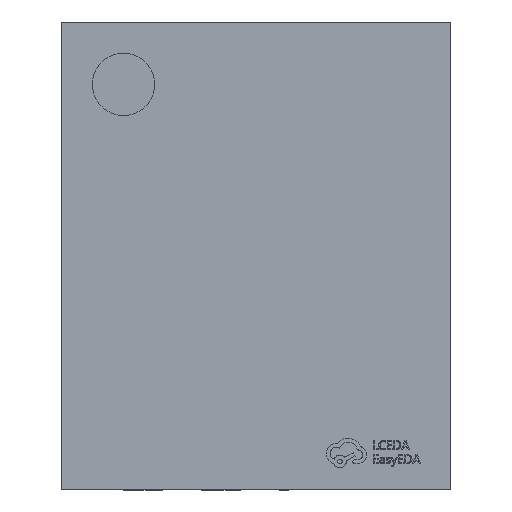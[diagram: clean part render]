
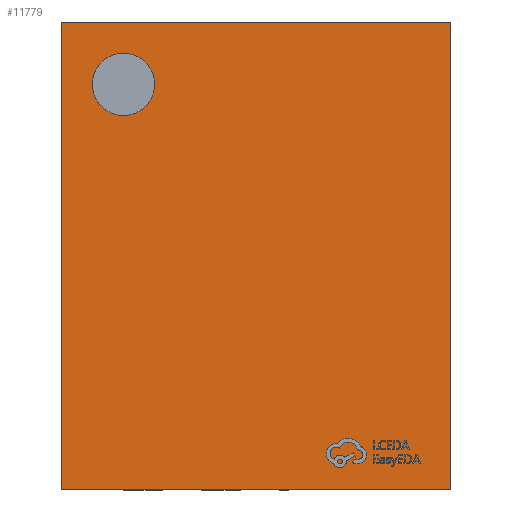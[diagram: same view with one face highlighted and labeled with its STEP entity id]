
A CAD part, top view. The second image highlights one B-rep face of the part: STEP entity #11779.
In plain terms, the highlighted planar face has unit normal (0, 0, 1).
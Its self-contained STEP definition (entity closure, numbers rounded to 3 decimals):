
#587 = VERTEX_POINT ( 'NONE', #1684 ) ;
#1684 = CARTESIAN_POINT ( 'NONE',  ( -1.05, 1.1, 0.9 ) ) ;
#2203 = DIRECTION ( 'NONE',  ( 1., 0., 0. ) ) ;
#2338 = DIRECTION ( 'NONE',  ( 0., 0., 1. ) ) ;
#2919 = EDGE_CURVE ( 'NONE', #4952, #5827, #10348, .T. ) ;
#3577 = EDGE_CURVE ( 'NONE', #5827, #11677, #25841, .T. ) ;
#3802 = EDGE_CURVE ( 'NONE', #11677, #25599, #10645, .T. ) ;
#4928 = ORIENTED_EDGE ( 'NONE', *, *, #2919, .T. ) ;
#4952 = VERTEX_POINT ( 'NONE', #21047 ) ;
#5827 = VERTEX_POINT ( 'NONE', #12727 ) ;
#5964 = AXIS2_PLACEMENT_3D ( 'NONE', #12469, #17120, #27812 ) ;
#6462 = CARTESIAN_POINT ( 'NONE',  ( -1.25, 1.5, 0.9 ) ) ;
#6627 = EDGE_CURVE ( 'NONE', #12184, #587, #13159, .T. ) ;
#7372 = LINE ( 'NONE', #24926, #24630 ) ;
#9074 = VECTOR ( 'NONE', #23098, 1000. ) ;
#10266 = DIRECTION ( 'NONE',  ( 0., -1., 0. ) ) ;
#10348 = LINE ( 'NONE', #23523, #9074 ) ;
#10645 = LINE ( 'NONE', #25811, #26345 ) ;
#10728 = EDGE_CURVE ( 'NONE', #25599, #4952, #7372, .T. ) ;
#11677 = VERTEX_POINT ( 'NONE', #17951 ) ;
#11726 = ORIENTED_EDGE ( 'NONE', *, *, #6627, .F. ) ;
#11779 = ADVANCED_FACE ( 'NONE', ( #16932, #13247 ), #26132, .T. ) ;
#12184 = VERTEX_POINT ( 'NONE', #25690 ) ;
#12469 = CARTESIAN_POINT ( 'NONE',  ( -0.85, 1.1, 0.9 ) ) ;
#12576 = ORIENTED_EDGE ( 'NONE', *, *, #3802, .T. ) ;
#12727 = CARTESIAN_POINT ( 'NONE',  ( -1.25, 1.5, 0.9 ) ) ;
#13159 = CIRCLE ( 'NONE', #5964, 0.2 ) ;
#13247 = FACE_OUTER_BOUND ( 'NONE', #22081, .T. ) ;
#13290 = EDGE_LOOP ( 'NONE', ( #11726, #21520 ) ) ;
#13458 = ORIENTED_EDGE ( 'NONE', *, *, #3577, .T. ) ;
#14159 = DIRECTION ( 'NONE',  ( 0., 1., 0. ) ) ;
#14778 = ORIENTED_EDGE ( 'NONE', *, *, #10728, .T. ) ;
#15365 = VECTOR ( 'NONE', #10266, 1000. ) ;
#16932 = FACE_BOUND ( 'NONE', #13290, .T. ) ;
#17120 = DIRECTION ( 'NONE',  ( 0., 0., 1. ) ) ;
#17723 = EDGE_CURVE ( 'NONE', #587, #12184, #17891, .T. ) ;
#17891 = CIRCLE ( 'NONE', #25604, 0.2 ) ;
#17951 = CARTESIAN_POINT ( 'NONE',  ( -1.25, -1.5, 0.9 ) ) ;
#21047 = CARTESIAN_POINT ( 'NONE',  ( 1.25, 1.5, 0.9 ) ) ;
#21520 = ORIENTED_EDGE ( 'NONE', *, *, #17723, .F. ) ;
#22081 = EDGE_LOOP ( 'NONE', ( #14778, #4928, #13458, #12576 ) ) ;
#22910 = DIRECTION ( 'NONE',  ( 0., 0., 1. ) ) ;
#23098 = DIRECTION ( 'NONE',  ( -1., 0., 0. ) ) ;
#23260 = DIRECTION ( 'NONE',  ( 1., 0., 0. ) ) ;
#23523 = CARTESIAN_POINT ( 'NONE',  ( -1.25, 1.5, 0.9 ) ) ;
#23603 = CARTESIAN_POINT ( 'NONE',  ( 1.25, -1.5, 0.9 ) ) ;
#23972 = AXIS2_PLACEMENT_3D ( 'NONE', #28021, #2338, #2203 ) ;
#24630 = VECTOR ( 'NONE', #14159, 1000. ) ;
#24639 = CARTESIAN_POINT ( 'NONE',  ( -0.85, 1.1, 0.9 ) ) ;
#24926 = CARTESIAN_POINT ( 'NONE',  ( 1.25, 1.5, 0.9 ) ) ;
#25599 = VERTEX_POINT ( 'NONE', #23603 ) ;
#25604 = AXIS2_PLACEMENT_3D ( 'NONE', #24639, #22910, #27048 ) ;
#25690 = CARTESIAN_POINT ( 'NONE',  ( -0.65, 1.1, 0.9 ) ) ;
#25811 = CARTESIAN_POINT ( 'NONE',  ( -1.25, -1.5, 0.9 ) ) ;
#25841 = LINE ( 'NONE', #6462, #15365 ) ;
#26132 = PLANE ( 'NONE',  #23972 ) ;
#26345 = VECTOR ( 'NONE', #23260, 1000. ) ;
#27048 = DIRECTION ( 'NONE',  ( 1., 0., 0. ) ) ;
#27812 = DIRECTION ( 'NONE',  ( 1., 0., 0. ) ) ;
#28021 = CARTESIAN_POINT ( 'NONE',  ( 0., 0., 0.9 ) ) ;
